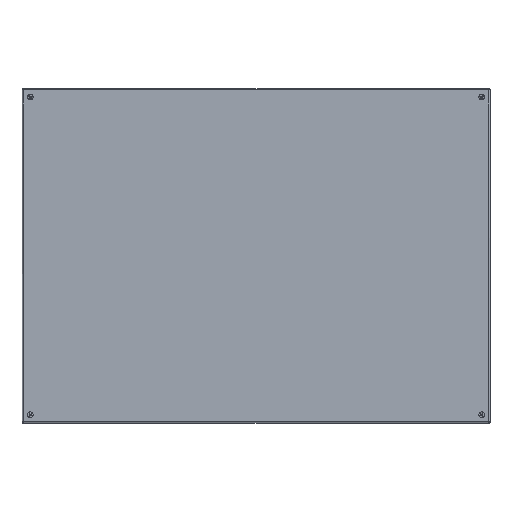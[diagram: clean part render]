
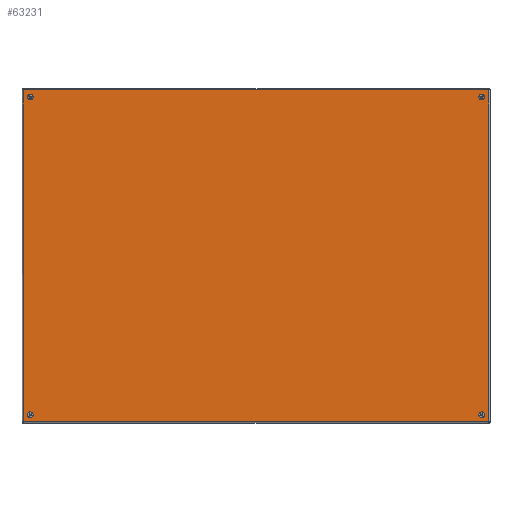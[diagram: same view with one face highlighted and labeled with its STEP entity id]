
A CAD part, top view. The second image highlights one B-rep face of the part: STEP entity #63231.
In plain terms, the highlighted face is planar.
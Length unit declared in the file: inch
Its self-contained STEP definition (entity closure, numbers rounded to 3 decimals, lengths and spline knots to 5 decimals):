
#259 = LINE ( 'NONE', #71388, #46570 ) ;
#575 = EDGE_CURVE ( 'NONE', #24770, #2708, #25260, .T. ) ;
#761 = DIRECTION ( 'NONE',  ( 1., 0., 0. ) ) ;
#1150 = DIRECTION ( 'NONE',  ( 0., 1., 0. ) ) ;
#1272 = AXIS2_PLACEMENT_3D ( 'NONE', #6767, #71373, #36375 ) ;
#1312 = DIRECTION ( 'NONE',  ( 0., 1., 0. ) ) ;
#1364 = ORIENTED_EDGE ( 'NONE', *, *, #37501, .T. ) ;
#2708 = VERTEX_POINT ( 'NONE', #7544 ) ;
#2891 = VERTEX_POINT ( 'NONE', #36313 ) ;
#4260 = CIRCLE ( 'NONE', #59558, 0.25 ) ;
#5697 = EDGE_LOOP ( 'NONE', ( #7796, #18334 ) ) ;
#6713 = FACE_BOUND ( 'NONE', #60340, .T. ) ;
#6767 = CARTESIAN_POINT ( 'NONE',  ( 0., 41.25, -14.25 ) ) ;
#7544 = CARTESIAN_POINT ( 'NONE',  ( 0., 1., -14.25 ) ) ;
#7796 = ORIENTED_EDGE ( 'NONE', *, *, #23508, .T. ) ;
#10096 = ORIENTED_EDGE ( 'NONE', *, *, #575, .T. ) ;
#11462 = CIRCLE ( 'NONE', #16365, 0.25 ) ;
#13185 = DIRECTION ( 'NONE',  ( 0., 1., 0. ) ) ;
#13196 = AXIS2_PLACEMENT_3D ( 'NONE', #53587, #31244, #48228 ) ;
#13504 = CIRCLE ( 'NONE', #71198, 0.25 ) ;
#13625 = FACE_BOUND ( 'NONE', #42039, .T. ) ;
#13838 = DIRECTION ( 'NONE',  ( 0., 1., 0. ) ) ;
#14436 = VECTOR ( 'NONE', #60838, 39.37008 ) ;
#14880 = EDGE_CURVE ( 'NONE', #55907, #2891, #42734, .T. ) ;
#15416 = CARTESIAN_POINT ( 'NONE',  ( 0., 41., -14.25 ) ) ;
#15618 = CARTESIAN_POINT ( 'NONE',  ( 0., 0.75, -14.25 ) ) ;
#16365 = AXIS2_PLACEMENT_3D ( 'NONE', #15618, #66131, #43124 ) ;
#17330 = CARTESIAN_POINT ( 'NONE',  ( 0., 41.5, 14.25 ) ) ;
#17372 = CARTESIAN_POINT ( 'NONE',  ( 0., 0.75, 14.25 ) ) ;
#17749 = DIRECTION ( 'NONE',  ( 1., 0., 0. ) ) ;
#17913 = VERTEX_POINT ( 'NONE', #29460 ) ;
#18334 = ORIENTED_EDGE ( 'NONE', *, *, #14880, .T. ) ;
#20846 = CARTESIAN_POINT ( 'NONE',  ( 0., 41.892, -14.892 ) ) ;
#21131 = VERTEX_POINT ( 'NONE', #52946 ) ;
#21684 = LINE ( 'NONE', #53165, #38192 ) ;
#23508 = EDGE_CURVE ( 'NONE', #2891, #55907, #72526, .T. ) ;
#24224 = AXIS2_PLACEMENT_3D ( 'NONE', #53500, #761, #1150 ) ;
#24273 = ORIENTED_EDGE ( 'NONE', *, *, #46720, .T. ) ;
#24507 = DIRECTION ( 'NONE',  ( 1., 0., 0. ) ) ;
#24770 = VERTEX_POINT ( 'NONE', #25431 ) ;
#25260 = CIRCLE ( 'NONE', #30180, 0.25 ) ;
#25431 = CARTESIAN_POINT ( 'NONE',  ( 0., 0.5, -14.25 ) ) ;
#25625 = VERTEX_POINT ( 'NONE', #50055 ) ;
#26158 = DIRECTION ( 'NONE',  ( 1., 0., 0. ) ) ;
#28304 = ORIENTED_EDGE ( 'NONE', *, *, #70904, .T. ) ;
#29460 = CARTESIAN_POINT ( 'NONE',  ( 0., 1., 14.25 ) ) ;
#30100 = DIRECTION ( 'NONE',  ( 0., 1., 0. ) ) ;
#30180 = AXIS2_PLACEMENT_3D ( 'NONE', #41314, #42472, #13185 ) ;
#30221 = EDGE_LOOP ( 'NONE', ( #66831, #71105 ) ) ;
#31244 = DIRECTION ( 'NONE',  ( 1., 0., 0. ) ) ;
#31327 = FACE_BOUND ( 'NONE', #5697, .T. ) ;
#33539 = AXIS2_PLACEMENT_3D ( 'NONE', #36714, #48687, #1312 ) ;
#34782 = CARTESIAN_POINT ( 'NONE',  ( 0., 41.892, 0. ) ) ;
#36088 = ORIENTED_EDGE ( 'NONE', *, *, #42336, .T. ) ;
#36313 = CARTESIAN_POINT ( 'NONE',  ( 0., 41.5, -14.25 ) ) ;
#36375 = DIRECTION ( 'NONE',  ( 0., 1., 0. ) ) ;
#36714 = CARTESIAN_POINT ( 'NONE',  ( 0., 21., 0. ) ) ;
#37314 = CARTESIAN_POINT ( 'NONE',  ( 0., 41.25, 14.25 ) ) ;
#37501 = EDGE_CURVE ( 'NONE', #47532, #46163, #21684, .T. ) ;
#38192 = VECTOR ( 'NONE', #59277, 39.37008 ) ;
#40922 = LINE ( 'NONE', #34782, #44034 ) ;
#41314 = CARTESIAN_POINT ( 'NONE',  ( 0., 0.75, -14.25 ) ) ;
#42039 = EDGE_LOOP ( 'NONE', ( #36088, #10096 ) ) ;
#42234 = ORIENTED_EDGE ( 'NONE', *, *, #48100, .T. ) ;
#42336 = EDGE_CURVE ( 'NONE', #2708, #24770, #11462, .T. ) ;
#42472 = DIRECTION ( 'NONE',  ( 1., 0., 0. ) ) ;
#42515 = FACE_OUTER_BOUND ( 'NONE', #75587, .T. ) ;
#42734 = CIRCLE ( 'NONE', #13196, 0.25 ) ;
#42944 = CARTESIAN_POINT ( 'NONE',  ( 0., 41., 14.25 ) ) ;
#43124 = DIRECTION ( 'NONE',  ( 0., 1., 0. ) ) ;
#43220 = CARTESIAN_POINT ( 'NONE',  ( 0., 21., -14.892 ) ) ;
#43228 = CARTESIAN_POINT ( 'NONE',  ( 0., 0.108, -14.892 ) ) ;
#44034 = VECTOR ( 'NONE', #65481, 39.37008 ) ;
#44776 = EDGE_CURVE ( 'NONE', #17913, #25625, #70679, .T. ) ;
#46163 = VERTEX_POINT ( 'NONE', #62528 ) ;
#46205 = DIRECTION ( 'NONE',  ( 0., 1., 0. ) ) ;
#46570 = VECTOR ( 'NONE', #54149, 39.37008 ) ;
#46720 = EDGE_CURVE ( 'NONE', #48975, #47532, #71973, .T. ) ;
#47532 = VERTEX_POINT ( 'NONE', #43228 ) ;
#48100 = EDGE_CURVE ( 'NONE', #59855, #57369, #13504, .T. ) ;
#48228 = DIRECTION ( 'NONE',  ( 0., 1., 0. ) ) ;
#48687 = DIRECTION ( 'NONE',  ( -1., 0., 0. ) ) ;
#48975 = VERTEX_POINT ( 'NONE', #20846 ) ;
#50055 = CARTESIAN_POINT ( 'NONE',  ( 0., 0.5, 14.25 ) ) ;
#50190 = ORIENTED_EDGE ( 'NONE', *, *, #64292, .T. ) ;
#51114 = AXIS2_PLACEMENT_3D ( 'NONE', #17372, #17749, #30100 ) ;
#52946 = CARTESIAN_POINT ( 'NONE',  ( 0., 41.892, 14.892 ) ) ;
#53165 = CARTESIAN_POINT ( 'NONE',  ( 0., 0.108, 0. ) ) ;
#53293 = ORIENTED_EDGE ( 'NONE', *, *, #58971, .T. ) ;
#53500 = CARTESIAN_POINT ( 'NONE',  ( 0., 0.75, 14.25 ) ) ;
#53587 = CARTESIAN_POINT ( 'NONE',  ( 0., 41.25, -14.25 ) ) ;
#53793 = CARTESIAN_POINT ( 'NONE',  ( 0., 41.25, 14.25 ) ) ;
#54073 = PLANE ( 'NONE',  #33539 ) ;
#54149 = DIRECTION ( 'NONE',  ( 0., 1., 0. ) ) ;
#55907 = VERTEX_POINT ( 'NONE', #15416 ) ;
#56548 = EDGE_CURVE ( 'NONE', #25625, #17913, #72145, .T. ) ;
#57369 = VERTEX_POINT ( 'NONE', #42944 ) ;
#58971 = EDGE_CURVE ( 'NONE', #46163, #21131, #259, .T. ) ;
#59277 = DIRECTION ( 'NONE',  ( 0., 0., 1. ) ) ;
#59558 = AXIS2_PLACEMENT_3D ( 'NONE', #53793, #24507, #46205 ) ;
#59855 = VERTEX_POINT ( 'NONE', #17330 ) ;
#60340 = EDGE_LOOP ( 'NONE', ( #42234, #50190 ) ) ;
#60838 = DIRECTION ( 'NONE',  ( 0., -1., 0. ) ) ;
#62528 = CARTESIAN_POINT ( 'NONE',  ( 0., 0.108, 14.892 ) ) ;
#63231 = ADVANCED_FACE ( 'NONE', ( #42515, #31327, #13625, #6713, #65911 ), #54073, .T. ) ;
#64292 = EDGE_CURVE ( 'NONE', #57369, #59855, #4260, .T. ) ;
#65481 = DIRECTION ( 'NONE',  ( 0., 0., -1. ) ) ;
#65911 = FACE_BOUND ( 'NONE', #30221, .T. ) ;
#66131 = DIRECTION ( 'NONE',  ( 1., 0., 0. ) ) ;
#66831 = ORIENTED_EDGE ( 'NONE', *, *, #44776, .T. ) ;
#70679 = CIRCLE ( 'NONE', #51114, 0.25 ) ;
#70904 = EDGE_CURVE ( 'NONE', #21131, #48975, #40922, .T. ) ;
#71105 = ORIENTED_EDGE ( 'NONE', *, *, #56548, .T. ) ;
#71198 = AXIS2_PLACEMENT_3D ( 'NONE', #37314, #26158, #13838 ) ;
#71373 = DIRECTION ( 'NONE',  ( 1., 0., 0. ) ) ;
#71388 = CARTESIAN_POINT ( 'NONE',  ( 0., 21., 14.892 ) ) ;
#71973 = LINE ( 'NONE', #43220, #14436 ) ;
#72145 = CIRCLE ( 'NONE', #24224, 0.25 ) ;
#72526 = CIRCLE ( 'NONE', #1272, 0.25 ) ;
#75587 = EDGE_LOOP ( 'NONE', ( #28304, #24273, #1364, #53293 ) ) ;
